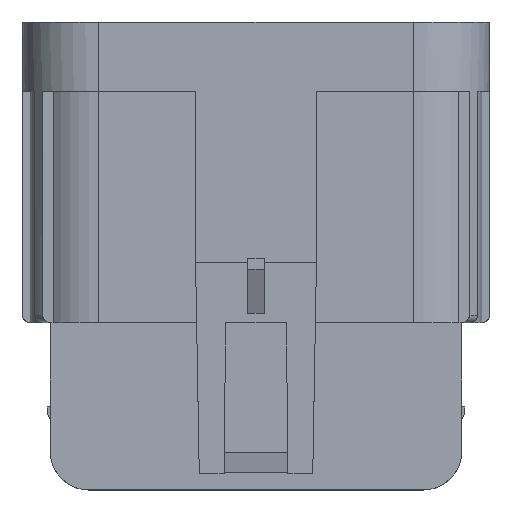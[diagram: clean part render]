
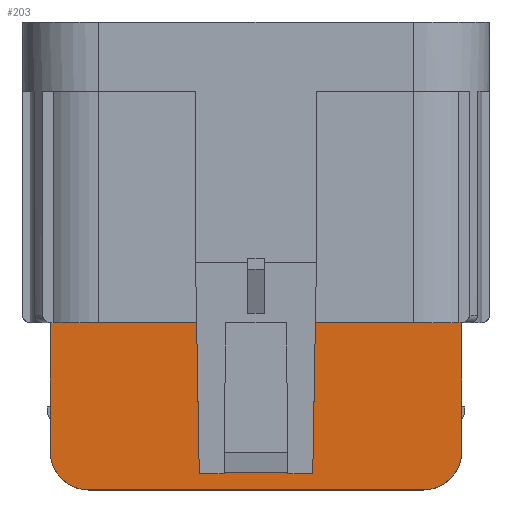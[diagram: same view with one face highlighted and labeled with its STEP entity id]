
A CAD part, front view. The second image highlights one B-rep face of the part: STEP entity #203.
In plain terms, the highlighted planar face has unit normal (0, -1, 0).
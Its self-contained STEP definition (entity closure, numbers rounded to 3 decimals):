
#203=ADVANCED_FACE('',(#751),#516,.F.);
#516=PLANE('',#5642);
#751=FACE_OUTER_BOUND('',#1063,.T.);
#1063=EDGE_LOOP('',(#1716,#1717,#1718,#1719,#1720,#1721,#1722,#1723,#1724,
#1725));
#1386=CIRCLE('',#5640,3.6);
#1387=CIRCLE('',#5641,3.6);
#1716=ORIENTED_EDGE('',*,*,#3606,.F.);
#1717=ORIENTED_EDGE('',*,*,#3743,.T.);
#1718=ORIENTED_EDGE('',*,*,#3744,.T.);
#1719=ORIENTED_EDGE('',*,*,#3545,.F.);
#1720=ORIENTED_EDGE('',*,*,#3745,.T.);
#1721=ORIENTED_EDGE('',*,*,#3615,.T.);
#1722=ORIENTED_EDGE('',*,*,#3746,.F.);
#1723=ORIENTED_EDGE('',*,*,#3561,.T.);
#1724=ORIENTED_EDGE('',*,*,#3747,.F.);
#1725=ORIENTED_EDGE('',*,*,#3748,.F.);
#3056=VERTEX_POINT('',#7530);
#3057=VERTEX_POINT('',#7532);
#3072=VERTEX_POINT('',#7562);
#3073=VERTEX_POINT('',#7564);
#3116=VERTEX_POINT('',#7654);
#3117=VERTEX_POINT('',#7656);
#3122=VERTEX_POINT('',#7672);
#3123=VERTEX_POINT('',#7673);
#3220=VERTEX_POINT('',#7923);
#3221=VERTEX_POINT('',#7928);
#3545=EDGE_CURVE('',#3056,#3057,#4323,.T.);
#3561=EDGE_CURVE('',#3073,#3072,#4339,.T.);
#3606=EDGE_CURVE('',#3116,#3117,#4368,.T.);
#3615=EDGE_CURVE('',#3122,#3123,#4375,.T.);
#3743=EDGE_CURVE('',#3116,#3220,#1386,.T.);
#3744=EDGE_CURVE('',#3220,#3057,#4495,.T.);
#3745=EDGE_CURVE('',#3056,#3122,#4496,.T.);
#3746=EDGE_CURVE('',#3073,#3123,#4497,.T.);
#3747=EDGE_CURVE('',#3221,#3072,#4498,.T.);
#3748=EDGE_CURVE('',#3117,#3221,#1387,.T.);
#4323=LINE('',#7531,#4951);
#4339=LINE('',#7563,#4967);
#4368=LINE('',#7655,#4996);
#4375=LINE('',#7671,#5003);
#4495=LINE('',#7924,#5123);
#4496=LINE('',#7925,#5124);
#4497=LINE('',#7926,#5125);
#4498=LINE('',#7927,#5126);
#4951=VECTOR('',#6031,1.);
#4967=VECTOR('',#6047,1.);
#4996=VECTOR('',#6114,1.);
#5003=VECTOR('',#6129,1.);
#5123=VECTOR('',#6317,1.);
#5124=VECTOR('',#6318,1.);
#5125=VECTOR('',#6319,1.);
#5126=VECTOR('',#6320,1.);
#5640=AXIS2_PLACEMENT_3D('',#7922,#6315,#6316);
#5641=AXIS2_PLACEMENT_3D('',#7929,#6321,#6322);
#5642=AXIS2_PLACEMENT_3D('',#7930,#6323,#6324);
#6031=DIRECTION('',(1.,0.,0.));
#6047=DIRECTION('',(-1.,0.,0.));
#6114=DIRECTION('',(-1.,0.,0.));
#6129=DIRECTION('',(-1.,0.,0.));
#6315=DIRECTION('',(0.,-1.,0.));
#6316=DIRECTION('',(0.,0.,1.));
#6317=DIRECTION('',(0.,0.,1.));
#6318=DIRECTION('',(-0.017,0.,-1.));
#6319=DIRECTION('',(0.017,0.,-1.));
#6320=DIRECTION('',(0.,0.,1.));
#6321=DIRECTION('',(0.,1.,0.));
#6322=DIRECTION('',(0.,0.,1.));
#6323=DIRECTION('',(0.,1.,0.));
#6324=DIRECTION('',(0.,0.,-1.));
#7530=CARTESIAN_POINT('',(5.506,-7.337,-19.3));
#7531=CARTESIAN_POINT('',(13.744,-7.337,-19.3));
#7532=CARTESIAN_POINT('',(19.09,-7.337,-19.3));
#7562=CARTESIAN_POINT('',(-19.09,-7.337,-19.3));
#7563=CARTESIAN_POINT('',(-13.744,-7.337,-19.3));
#7564=CARTESIAN_POINT('',(-5.506,-7.337,-19.3));
#7654=CARTESIAN_POINT('',(15.49,-7.337,-34.8));
#7655=CARTESIAN_POINT('',(-13.744,-7.337,-34.8));
#7656=CARTESIAN_POINT('',(-15.49,-7.337,-34.8));
#7671=CARTESIAN_POINT('',(18.69,-7.337,-31.2));
#7672=CARTESIAN_POINT('',(5.298,-7.337,-31.2));
#7673=CARTESIAN_POINT('',(-5.298,-7.337,-31.2));
#7922=CARTESIAN_POINT('',(15.49,-7.337,-31.2));
#7923=CARTESIAN_POINT('',(19.09,-7.337,-31.2));
#7924=CARTESIAN_POINT('',(19.09,-7.337,-19.8));
#7925=CARTESIAN_POINT('',(5.5,-7.337,-19.656));
#7926=CARTESIAN_POINT('',(-5.5,-7.337,-19.656));
#7927=CARTESIAN_POINT('',(-19.09,-7.337,-19.8));
#7928=CARTESIAN_POINT('',(-19.09,-7.337,-31.2));
#7929=CARTESIAN_POINT('',(-15.49,-7.337,-31.2));
#7930=CARTESIAN_POINT('',(-13.744,-7.337,-19.8));
